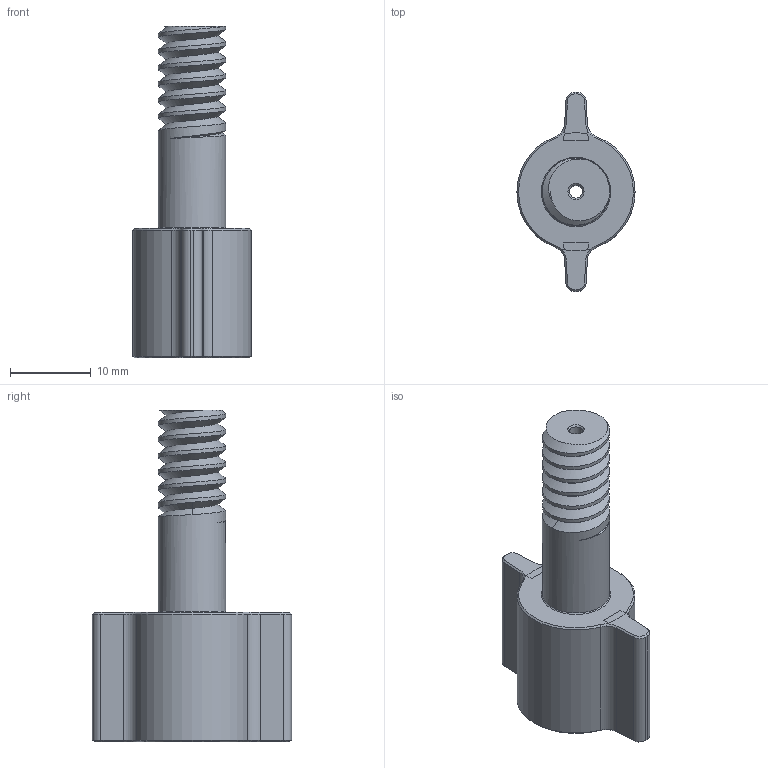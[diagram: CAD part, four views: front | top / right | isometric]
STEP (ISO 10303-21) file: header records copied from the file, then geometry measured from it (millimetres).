
FILE_DESCRIPTION(('FreeCAD Model'),'2;1');
FILE_NAME('Open CASCADE Shape Model','2025-09-20T15:45:31',(''),(''), 'Open CASCADE STEP processor 7.8','FreeCAD','Unknown');
FILE_SCHEMA(('AUTOMOTIVE_DESIGN { 1 0 10303 214 1 1 1 1 }'));
Length unit declared in the file: millimetre
Products named in the file (1): screw-variant
Bounding box: 14.6 x 24.6 x 41 mm (x, y, z)
Volume: 4263 mm3; surface area: 2332.4 mm2
Topology: 1 solids, 1 shells, 97 faces, 227 edges, 133 vertices
Faces by surface type: plane 29, cone 24, bspline 24, cylinder 20
Full cylindrical faces by diameter (mm): 1.6 x1, 8.3 x7
Entity records: 10525 total; most frequent: CARTESIAN_POINT 6144, DIRECTION 738, ORIENTED_EDGE 454, PCURVE 454, DEFINITIONAL_REPRESENTATION 454, LINE 443, VECTOR 443, EDGE_CURVE 227
